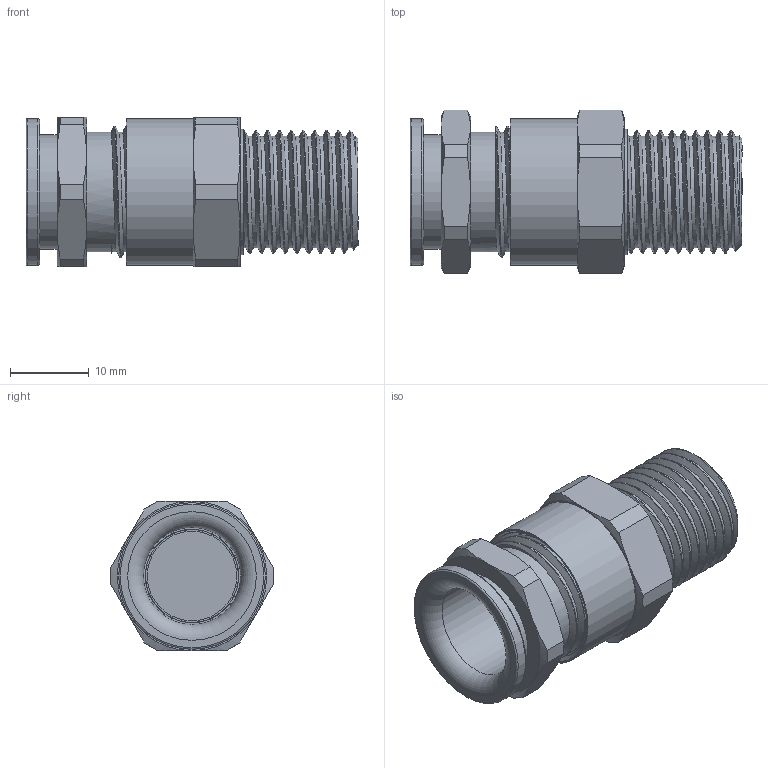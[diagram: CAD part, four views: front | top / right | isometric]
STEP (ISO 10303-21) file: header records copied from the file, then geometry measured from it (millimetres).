
FILE_DESCRIPTION(/* description */ ('ADE-1F2 M 16x1,5'),/* implementation_level */ '2;1');
FILE_NAME(/* name */ '00806509V1-RST.stp',/* time_stamp */ '2020-03-03T11:02:28+01:00',/* author */ ('sl'),/* organization */ (''),/* preprocessor_version */ 'ST-DEVELOPER v16.5',/* originating_system */ 'Autodesk Inventor 2017',/* authorisation */ '');
FILE_SCHEMA (('AUTOMOTIVE_DESIGN { 1 0 10303 214 3 1 1 }'));
Length unit declared in the file: millimetre
Products named in the file (5): ADE-1F2-05-BG-0001-00806509V1; 00806504V1; 00806504V1_1; 00806504V1_2; 00806504V1_3
Assembly tree (4 placements, depth 2):
  ADE-1F2-05-BG-0001-00806509V1
    00806504V1
    00806504V1_1
    00806504V1_2
    00806504V1_3
Bounding box: 42.21 x 20.81 x 19 mm (x, y, z)
Volume: 4322.1 mm3; surface area: 7518.9 mm2
Topology: 4 solids, 4 shells, 123 faces, 271 edges, 169 vertices
Faces by surface type: plane 47, cylinder 31, cone 30, torus 9, bspline 6
Full cylindrical faces by diameter (mm): 11.8 x1, 11.9 x1, 12.2 x1, 12.35 x1, 13.3 x2, 14.5 x1, 14.7 x1, 15.248 x4, 15.8 x2, 15.96 x1, 16 x1, 16.14 x7, 18.65 x1, 18.66 x1
Entity records: 6789 total; most frequent: CARTESIAN_POINT 4527, DIRECTION 442, ORIENTED_EDGE 404, AXIS2_PLACEMENT_3D 209, EDGE_CURVE 202, EDGE_LOOP 162, VERTEX_POINT 142, FACE_OUTER_BOUND 112
